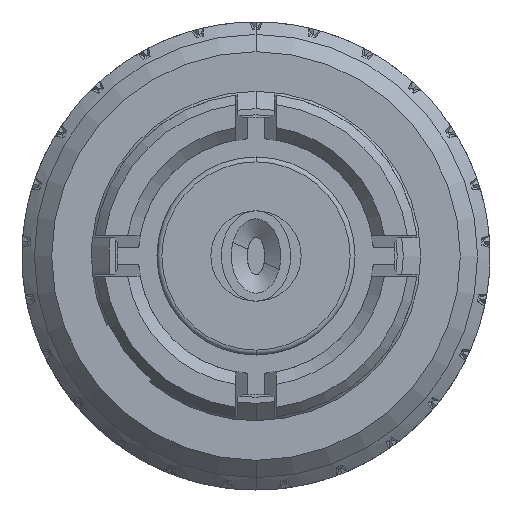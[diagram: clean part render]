
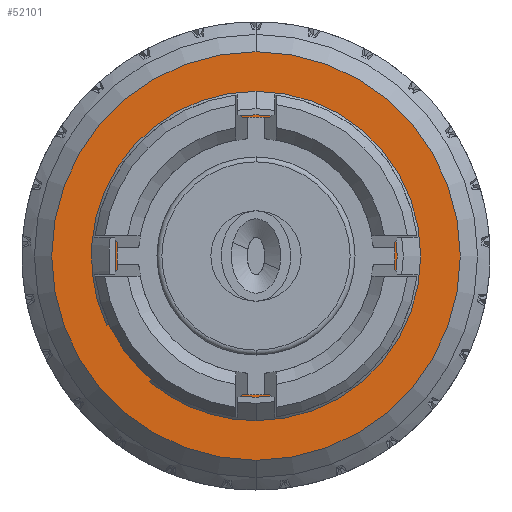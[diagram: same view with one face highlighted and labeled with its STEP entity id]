
A CAD part, left-side view. The second image highlights one B-rep face of the part: STEP entity #52101.
In plain terms, the highlighted planar face has unit normal (-1, 0, 0).
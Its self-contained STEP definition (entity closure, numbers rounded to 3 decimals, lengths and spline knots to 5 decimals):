
#275 = EDGE_CURVE ( 'NONE', #43257, #42571, #29707, .T. ) ;
#392 = VERTEX_POINT ( 'NONE', #52051 ) ;
#816 = FACE_BOUND ( 'NONE', #57879, .T. ) ;
#2992 = DIRECTION ( 'NONE',  ( -1., 0., 0. ) ) ;
#3125 = AXIS2_PLACEMENT_3D ( 'NONE', #46091, #2992, #27581 ) ;
#4358 = VERTEX_POINT ( 'NONE', #17104 ) ;
#4827 = CIRCLE ( 'NONE', #3125, 0.0825 ) ;
#4884 = CIRCLE ( 'NONE', #10834, 0.05603 ) ;
#6243 = ORIENTED_EDGE ( 'NONE', *, *, #33052, .T. ) ;
#10671 = ORIENTED_EDGE ( 'NONE', *, *, #33340, .T. ) ;
#10834 = AXIS2_PLACEMENT_3D ( 'NONE', #60274, #54959, #25841 ) ;
#11083 = AXIS2_PLACEMENT_3D ( 'NONE', #25664, #20575, #44584 ) ;
#13083 = CARTESIAN_POINT ( 'NONE',  ( 0.145, 0., 0. ) ) ;
#17104 = CARTESIAN_POINT ( 'NONE',  ( 0.145, 0., 0.0825 ) ) ;
#18641 = ORIENTED_EDGE ( 'NONE', *, *, #275, .T. ) ;
#20435 = AXIS2_PLACEMENT_3D ( 'NONE', #13083, #47091, #34229 ) ;
#20575 = DIRECTION ( 'NONE',  ( -1., 0., 0. ) ) ;
#23826 = CARTESIAN_POINT ( 'NONE',  ( 0.145, 0., 0. ) ) ;
#24824 = PLANE ( 'NONE',  #11083 ) ;
#25055 = FACE_OUTER_BOUND ( 'NONE', #36572, .T. ) ;
#25664 = CARTESIAN_POINT ( 'NONE',  ( 0.145, 0., 0. ) ) ;
#25841 = DIRECTION ( 'NONE',  ( 0., 0., 1. ) ) ;
#27581 = DIRECTION ( 'NONE',  ( 0., 0., 1. ) ) ;
#28728 = DIRECTION ( 'NONE',  ( 1., 0., 0. ) ) ;
#28797 = CIRCLE ( 'NONE', #20435, 0.0825 ) ;
#29707 = CIRCLE ( 'NONE', #57553, 0.05603 ) ;
#32126 = CARTESIAN_POINT ( 'NONE',  ( 0.145, 0., 0.05603 ) ) ;
#33052 = EDGE_CURVE ( 'NONE', #42571, #43257, #4884, .T. ) ;
#33340 = EDGE_CURVE ( 'NONE', #4358, #392, #4827, .T. ) ;
#34229 = DIRECTION ( 'NONE',  ( 0., 0., 1. ) ) ;
#36572 = EDGE_LOOP ( 'NONE', ( #40658, #10671 ) ) ;
#40658 = ORIENTED_EDGE ( 'NONE', *, *, #54081, .T. ) ;
#42571 = VERTEX_POINT ( 'NONE', #32126 ) ;
#43257 = VERTEX_POINT ( 'NONE', #56747 ) ;
#44584 = DIRECTION ( 'NONE',  ( 0., 0., 1. ) ) ;
#46091 = CARTESIAN_POINT ( 'NONE',  ( 0.145, 0., 0. ) ) ;
#47091 = DIRECTION ( 'NONE',  ( -1., 0., 0. ) ) ;
#48519 = DIRECTION ( 'NONE',  ( 0., 0., 1. ) ) ;
#52051 = CARTESIAN_POINT ( 'NONE',  ( 0.145, 0., -0.0825 ) ) ;
#52101 = ADVANCED_FACE ( 'NONE', ( #816, #25055 ), #24824, .T. ) ;
#54081 = EDGE_CURVE ( 'NONE', #392, #4358, #28797, .T. ) ;
#54959 = DIRECTION ( 'NONE',  ( 1., 0., 0. ) ) ;
#56747 = CARTESIAN_POINT ( 'NONE',  ( 0.145, 0., -0.05603 ) ) ;
#57553 = AXIS2_PLACEMENT_3D ( 'NONE', #23826, #28728, #48519 ) ;
#57879 = EDGE_LOOP ( 'NONE', ( #6243, #18641 ) ) ;
#60274 = CARTESIAN_POINT ( 'NONE',  ( 0.145, 0., 0. ) ) ;
